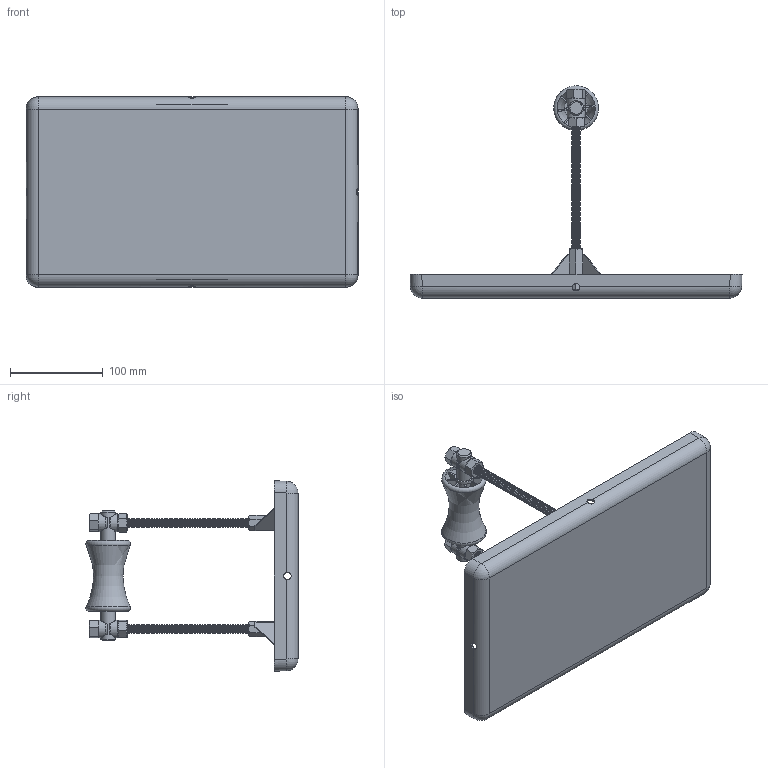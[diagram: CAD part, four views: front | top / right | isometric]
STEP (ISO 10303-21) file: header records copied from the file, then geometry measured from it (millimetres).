
FILE_DESCRIPTION((''),'2;1');
FILE_NAME('3-RAH-7 HDG-SS.stp','2012-11-21T09:37:59',('rdavis'),(''),'Autodesk Inventor 2013','Autodesk Inventor 2013','');
FILE_SCHEMA(('AUTOMOTIVE_DESIGN { 1 0 10303 214 1 1 1 1 }'));
Length unit declared in the file: inch
Products named in the file (14): 3-RAH-7 HDG-SS; Hex Nut_AI_HNUT 0; Roller 3; All Thread_.375 x 7; Pan HDG 8x14; Small Angle Mount HDG; Hex Nut Assem HDG; hex bolt_ai 1 inch long_HBOLT 0.3750-16x1.5x1.5-N HDG; Long Hex Nut_HNUT 0.3750-24-D-N HDG; Roller rod_.625 X 7 with Holes 5.9375 apart; Bushing_3-RAH
Assembly tree (20 placements, depth 4):
  3-RAH-7 HDG-SS
    Hex Nut_AI_HNUT 0  x3
    Roller 3
    All Thread_.375 x 7
    Pan HDG 8x14
      Pan HDG 8x14
      Small Angle Mount HDG  x2
      Hex Nut Assem HDG  x2
        hex bolt_ai 1 inch long_HBOLT 0.3750-16x1.5x1.5-N HDG
        Long Hex Nut_HNUT 0.3750-24-D-N HDG
    Roller rod_.625 X 7 with Holes 5.9375 apart
    Bushing_3-RAH  x4
    Hex Nut_AI_HNUT 0
    All Thread_.375 x 7
Bounding box: 357.37 x 228.32 x 204.97 mm (x, y, z)
Volume: 305707.9 mm3; surface area: 283394.9 mm2
Topology: 19 solids, 19 shells, 1076 faces, 2761 edges, 1716 vertices
Faces by surface type: cone 548, cylinder 274, plane 211, torus 35, sphere 8
Full cylindrical faces by diameter (mm): 5.08 x2, 8.001 x4, 8.433 x2, 9.347 x4, 9.525 x212, 9.652 x2, 10.16 x2, 11.113 x4, 12.776 x4, 15.875 x1, 16.922 x1, 19.05 x4, 19.939 x2, 41.224 x2
Entity records: 23800 total; most frequent: CARTESIAN_POINT 4973, DIRECTION 3925, ORIENTED_EDGE 2668, AXIS2_PLACEMENT_3D 1846, EDGE_LOOP 1621, EDGE_CURVE 1334, VERTEX_POINT 1085, STYLED_ITEM 944
